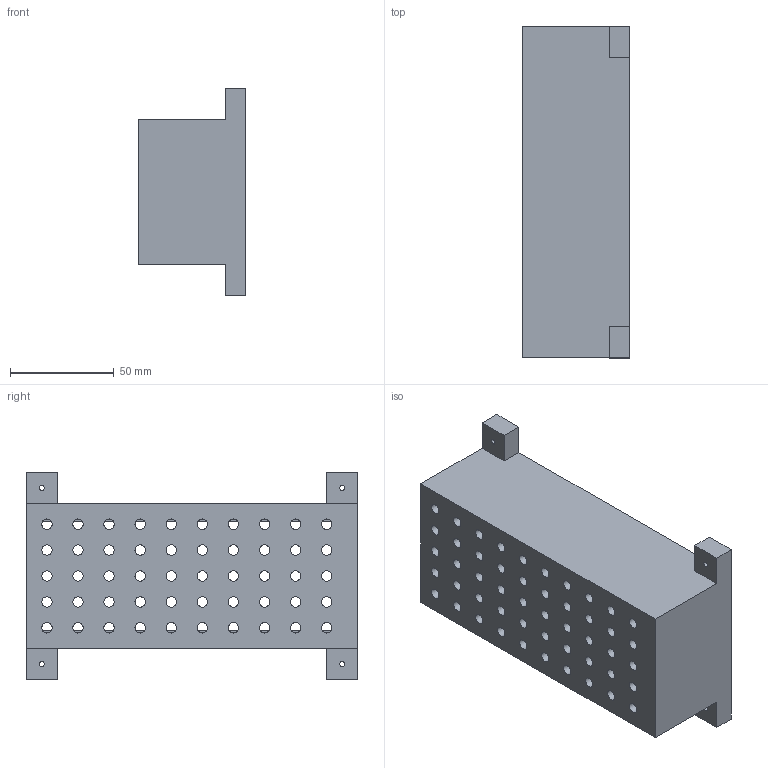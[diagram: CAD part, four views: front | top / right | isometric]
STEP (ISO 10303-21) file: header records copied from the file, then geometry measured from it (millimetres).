
FILE_DESCRIPTION(/* description */ (''),/* implementation_level */ '2;1');
FILE_NAME(/* name */ 'Battery_Lid.step',/* time_stamp */ '2025-08-14T18:05:30+01:00',/* author */ (''),/* organization */ (''),/* preprocessor_version */ 'ST-DEVELOPER v20.1',/* originating_system */ 'Autodesk Translation Framework v14.10.0.0',/* authorisation */ '');
FILE_SCHEMA (('AUTOMOTIVE_DESIGN { 1 0 10303 214 3 1 1 }'));
Length unit declared in the file: millimetre
Products named in the file (1): battery lid
Bounding box: 52 x 160 x 100 mm (x, y, z)
Volume: 258616.2 mm3; surface area: 72229.2 mm2
Topology: 1 solids, 1 shells, 99 faces, 312 edges, 193 vertices
Faces by surface type: cylinder 54, plane 45
Full cylindrical faces by diameter (mm): 2.5 x4, 5 x50
Entity records: 3735 total; most frequent: DIRECTION 665, ORIENTED_EDGE 624, CARTESIAN_POINT 605, EDGE_CURVE 312, AXIS2_PLACEMENT_3D 253, VERTEX_POINT 193, EDGE_LOOP 185, LINE 159
